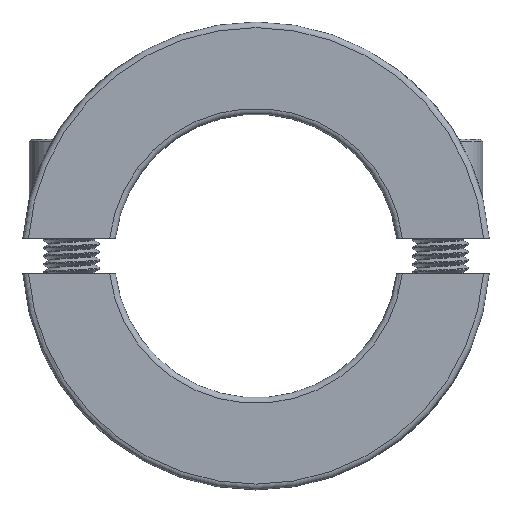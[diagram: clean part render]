
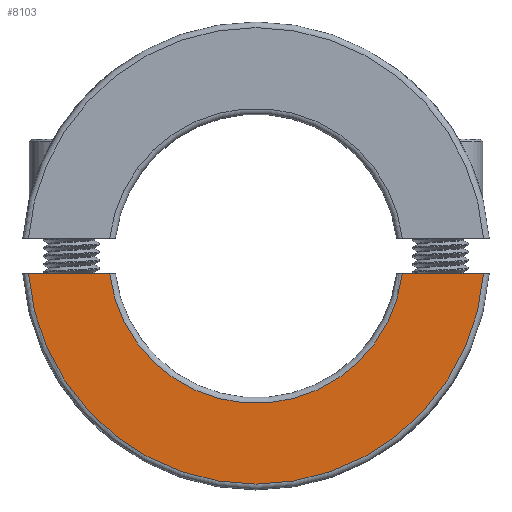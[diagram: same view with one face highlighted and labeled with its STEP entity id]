
A CAD part, top view. The second image highlights one B-rep face of the part: STEP entity #8103.
In plain terms, the highlighted planar face has unit normal (0, 0, 1).
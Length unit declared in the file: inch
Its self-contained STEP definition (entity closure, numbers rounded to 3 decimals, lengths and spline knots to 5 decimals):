
#86 = CIRCLE ( 'NONE', #3062, 1.00625 ) ;
#517 = FACE_OUTER_BOUND ( 'NONE', #4323, .T. ) ;
#547 = CIRCLE ( 'NONE', #2719, 0.65 ) ;
#566 = VERTEX_POINT ( 'NONE', #9909 ) ;
#731 = EDGE_CURVE ( 'NONE', #8384, #566, #1226, .T. ) ;
#880 = PLANE ( 'NONE',  #2769 ) ;
#909 = CARTESIAN_POINT ( 'NONE',  ( 0., 0., 0.25 ) ) ;
#1226 = LINE ( 'NONE', #2948, #5453 ) ;
#1505 = DIRECTION ( 'NONE',  ( 1., 0., 0. ) ) ;
#1616 = DIRECTION ( 'NONE',  ( 0., 0., 1. ) ) ;
#1735 = EDGE_CURVE ( 'NONE', #4975, #8384, #547, .T. ) ;
#2719 = AXIS2_PLACEMENT_3D ( 'NONE', #7963, #3438, #6138 ) ;
#2769 = AXIS2_PLACEMENT_3D ( 'NONE', #909, #10747, #8045 ) ;
#2796 = DIRECTION ( 'NONE',  ( -1., 0., 0. ) ) ;
#2861 = ORIENTED_EDGE ( 'NONE', *, *, #1735, .T. ) ;
#2948 = CARTESIAN_POINT ( 'NONE',  ( -0.6202, -0.07734, 0.25 ) ) ;
#2959 = VERTEX_POINT ( 'NONE', #6275 ) ;
#3062 = AXIS2_PLACEMENT_3D ( 'NONE', #5165, #1616, #1505 ) ;
#3190 = ORIENTED_EDGE ( 'NONE', *, *, #731, .T. ) ;
#3324 = EDGE_CURVE ( 'NONE', #566, #2959, #86, .T. ) ;
#3438 = DIRECTION ( 'NONE',  ( 0., 0., -1. ) ) ;
#4323 = EDGE_LOOP ( 'NONE', ( #3190, #4608, #7388, #2861 ) ) ;
#4608 = ORIENTED_EDGE ( 'NONE', *, *, #3324, .T. ) ;
#4975 = VERTEX_POINT ( 'NONE', #6796 ) ;
#5165 = CARTESIAN_POINT ( 'NONE',  ( 0., 0., 0.25 ) ) ;
#5453 = VECTOR ( 'NONE', #2796, 39.37008 ) ;
#5488 = CARTESIAN_POINT ( 'NONE',  ( -0.64538, -0.07734, 0.25 ) ) ;
#6138 = DIRECTION ( 'NONE',  ( 1., 0., 0. ) ) ;
#6275 = CARTESIAN_POINT ( 'NONE',  ( 1.00327, -0.07734, 0.25 ) ) ;
#6796 = CARTESIAN_POINT ( 'NONE',  ( 0.64538, -0.07734, 0.25 ) ) ;
#6884 = EDGE_CURVE ( 'NONE', #2959, #4975, #7689, .T. ) ;
#7077 = DIRECTION ( 'NONE',  ( -1., 0., 0. ) ) ;
#7388 = ORIENTED_EDGE ( 'NONE', *, *, #6884, .T. ) ;
#7689 = LINE ( 'NONE', #10733, #8930 ) ;
#7963 = CARTESIAN_POINT ( 'NONE',  ( 0., 0., 0.25 ) ) ;
#8045 = DIRECTION ( 'NONE',  ( 1., 0., 0. ) ) ;
#8103 = ADVANCED_FACE ( 'NONE', ( #517 ), #880, .T. ) ;
#8384 = VERTEX_POINT ( 'NONE', #5488 ) ;
#8930 = VECTOR ( 'NONE', #7077, 39.37008 ) ;
#9909 = CARTESIAN_POINT ( 'NONE',  ( -1.00327, -0.07734, 0.25 ) ) ;
#10733 = CARTESIAN_POINT ( 'NONE',  ( 1.02835, -0.07734, 0.25 ) ) ;
#10747 = DIRECTION ( 'NONE',  ( 0., 0., 1. ) ) ;
